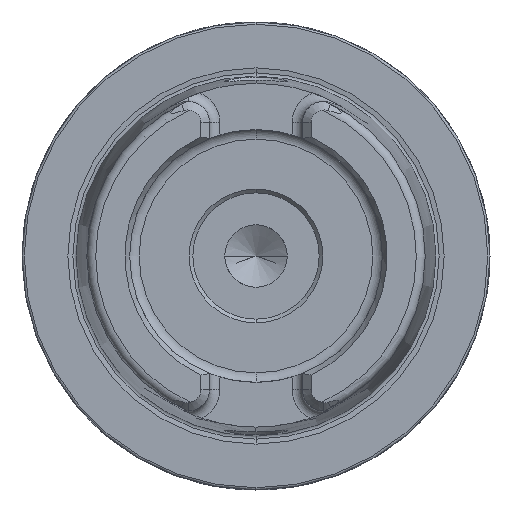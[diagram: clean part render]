
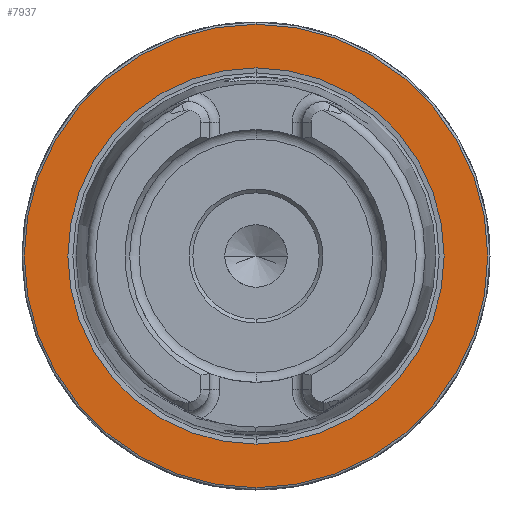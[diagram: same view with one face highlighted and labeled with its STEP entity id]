
A CAD part, left-side view. The second image highlights one B-rep face of the part: STEP entity #7937.
In plain terms, the highlighted planar face has unit normal (-1, 0, 0).
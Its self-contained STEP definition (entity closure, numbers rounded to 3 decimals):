
#1314 = CIRCLE ( 'NONE', #12518, 25.324 ) ;
#1516 = EDGE_CURVE ( 'NONE', #12573, #16116, #8574, .T. ) ;
#1732 = CARTESIAN_POINT ( 'NONE',  ( 0., 0., -25.324 ) ) ;
#2462 = VERTEX_POINT ( 'NONE', #1732 ) ;
#2844 = ORIENTED_EDGE ( 'NONE', *, *, #10646, .F. ) ;
#3070 = ORIENTED_EDGE ( 'NONE', *, *, #6063, .F. ) ;
#3465 = DIRECTION ( 'NONE',  ( -1., 0., 0. ) ) ;
#3916 = ORIENTED_EDGE ( 'NONE', *, *, #1516, .T. ) ;
#4217 = AXIS2_PLACEMENT_3D ( 'NONE', #10662, #13087, #4386 ) ;
#4386 = DIRECTION ( 'NONE',  ( 0., 0., 1. ) ) ;
#4761 = CARTESIAN_POINT ( 'NONE',  ( 0., 31.2, 0. ) ) ;
#4826 = PLANE ( 'NONE',  #9101 ) ;
#5539 = CARTESIAN_POINT ( 'NONE',  ( 0., 0., 0. ) ) ;
#5773 = CARTESIAN_POINT ( 'NONE',  ( 0., 0., 31.2 ) ) ;
#5831 = CARTESIAN_POINT ( 'NONE',  ( 0., 0., 0. ) ) ;
#5890 = DIRECTION ( 'NONE',  ( 0., 0., 1. ) ) ;
#6063 = EDGE_CURVE ( 'NONE', #2462, #13588, #1314, .T. ) ;
#6386 = FACE_BOUND ( 'NONE', #6832, .T. ) ;
#6832 = EDGE_LOOP ( 'NONE', ( #2844, #3070 ) ) ;
#7106 = CIRCLE ( 'NONE', #16120, 31.2 ) ;
#7937 = ADVANCED_FACE ( 'NONE', ( #6386, #15236 ), #4826, .F. ) ;
#8574 = CIRCLE ( 'NONE', #12278, 31.2 ) ;
#9101 = AXIS2_PLACEMENT_3D ( 'NONE', #4761, #13688, #16172 ) ;
#9586 = ORIENTED_EDGE ( 'NONE', *, *, #9767, .T. ) ;
#9735 = CIRCLE ( 'NONE', #4217, 25.324 ) ;
#9767 = EDGE_CURVE ( 'NONE', #16116, #12573, #7106, .T. ) ;
#10646 = EDGE_CURVE ( 'NONE', #13588, #2462, #9735, .T. ) ;
#10662 = CARTESIAN_POINT ( 'NONE',  ( 0., 0., 0. ) ) ;
#10848 = DIRECTION ( 'NONE',  ( 0., 0., 1. ) ) ;
#11423 = CARTESIAN_POINT ( 'NONE',  ( 0., 0., -31.2 ) ) ;
#11904 = DIRECTION ( 'NONE',  ( 0., 0., 1. ) ) ;
#12278 = AXIS2_PLACEMENT_3D ( 'NONE', #5831, #14791, #5890 ) ;
#12518 = AXIS2_PLACEMENT_3D ( 'NONE', #14779, #3465, #10848 ) ;
#12573 = VERTEX_POINT ( 'NONE', #5773 ) ;
#13087 = DIRECTION ( 'NONE',  ( -1., 0., 0. ) ) ;
#13588 = VERTEX_POINT ( 'NONE', #13643 ) ;
#13643 = CARTESIAN_POINT ( 'NONE',  ( 0., 0., 25.324 ) ) ;
#13688 = DIRECTION ( 'NONE',  ( 1., 0., 0. ) ) ;
#14248 = DIRECTION ( 'NONE',  ( -1., 0., 0. ) ) ;
#14779 = CARTESIAN_POINT ( 'NONE',  ( 0., 0., 0. ) ) ;
#14791 = DIRECTION ( 'NONE',  ( -1., 0., 0. ) ) ;
#14922 = EDGE_LOOP ( 'NONE', ( #3916, #9586 ) ) ;
#15236 = FACE_OUTER_BOUND ( 'NONE', #14922, .T. ) ;
#16116 = VERTEX_POINT ( 'NONE', #11423 ) ;
#16120 = AXIS2_PLACEMENT_3D ( 'NONE', #5539, #14248, #11904 ) ;
#16172 = DIRECTION ( 'NONE',  ( 0., 0., -1. ) ) ;
